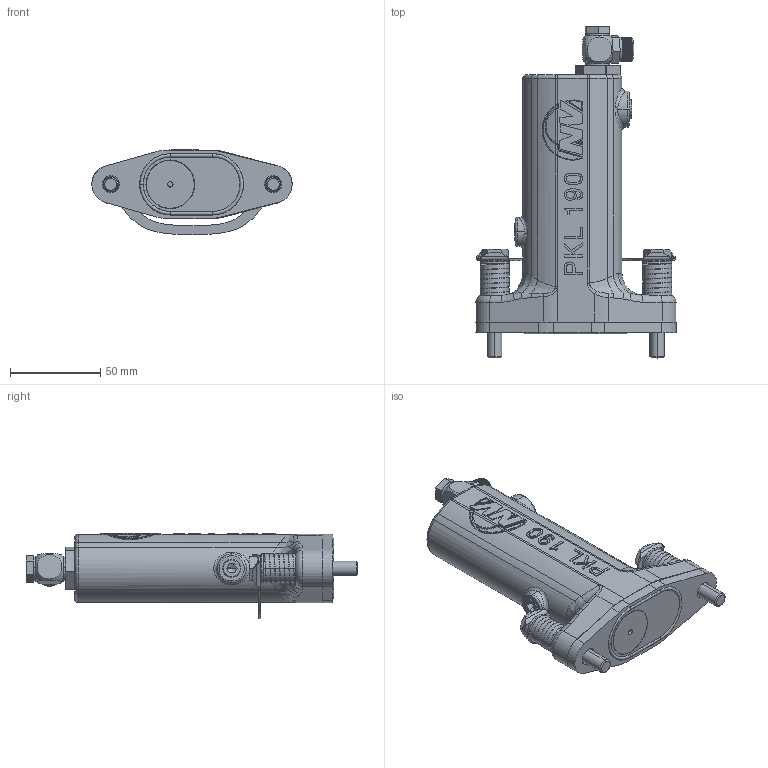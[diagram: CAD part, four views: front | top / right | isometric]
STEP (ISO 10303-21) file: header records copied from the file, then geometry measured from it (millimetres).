
FILE_DESCRIPTION (( 'STEP AP214' ), '1' );
FILE_NAME ('PKL 190 EE.STEP', '2021-01-22T12:39:08', ( '' ), ( '' ), 'SwSTEP 2.0', 'SolidWorks 2015', '' );
FILE_SCHEMA (( 'AUTOMOTIVE_DESIGN' ));
Length unit declared in the file: millimetre
Products named in the file (1): PKL 190 EE
Bounding box: 110.96 x 183.9 x 47.5 mm (x, y, z)
Volume: 292836.2 mm3; surface area: 65750.8 mm2
Topology: 19 solids, 19 shells, 2117 faces, 5777 edges, 3724 vertices
Faces by surface type: cone 881, cylinder 609, plane 463, bspline 122, torus 40, sphere 2
Entity records: 74915 total; most frequent: CARTESIAN_POINT 24303, ORIENTED_EDGE 11538, DIRECTION 9433, EDGE_CURVE 5769, AXIS2_PLACEMENT_3D 3842, VERTEX_POINT 3722, EDGE_LOOP 2193, ADVANCED_FACE 2117
